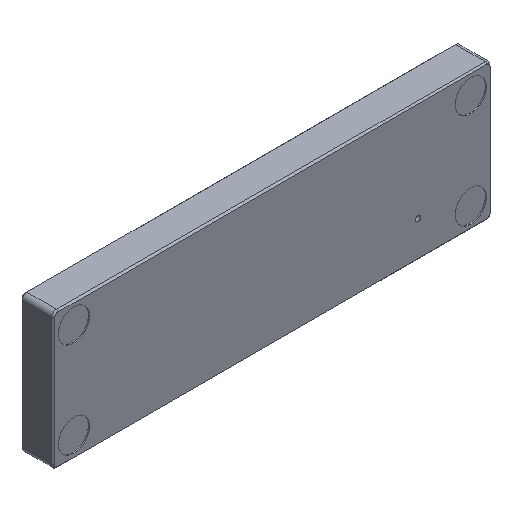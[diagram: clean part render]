
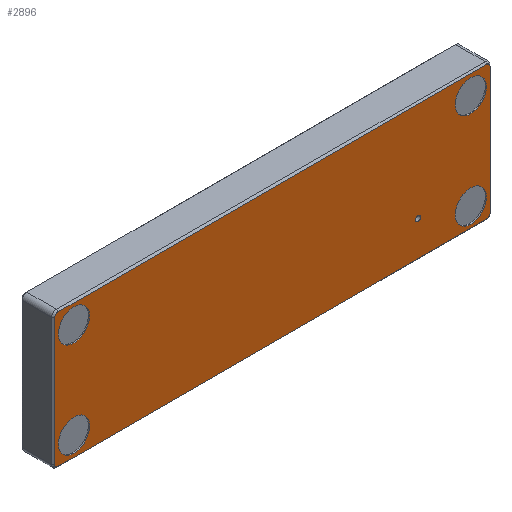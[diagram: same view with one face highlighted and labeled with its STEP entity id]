
A CAD part, isometric view. The second image highlights one B-rep face of the part: STEP entity #2896.
In plain terms, the highlighted planar face has unit normal (0, -1, 0).
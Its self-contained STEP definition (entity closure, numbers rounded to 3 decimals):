
#19=FACE_BOUND('',#359,.T.);
#20=FACE_BOUND('',#360,.T.);
#21=FACE_BOUND('',#361,.T.);
#22=FACE_BOUND('',#362,.T.);
#23=FACE_BOUND('',#363,.T.);
#67=PLANE('',#3101);
#185=FACE_OUTER_BOUND('',#358,.T.);
#358=EDGE_LOOP('',(#2042,#2043,#2044,#2045,#2046,#2047,#2048,#2049));
#359=EDGE_LOOP('',(#2050));
#360=EDGE_LOOP('',(#2051));
#361=EDGE_LOOP('',(#2052));
#362=EDGE_LOOP('',(#2053));
#363=EDGE_LOOP('',(#2054));
#534=LINE('',#4257,#855);
#538=LINE('',#4269,#859);
#542=LINE('',#4281,#863);
#546=LINE('',#4292,#867);
#855=VECTOR('',#3388,10.);
#859=VECTOR('',#3400,10.);
#863=VECTOR('',#3412,10.);
#867=VECTOR('',#3424,10.);
#1170=CIRCLE('',#3064,9.775);
#1172=CIRCLE('',#3068,9.775);
#1174=CIRCLE('',#3072,9.775);
#1176=CIRCLE('',#3076,9.775);
#1179=CIRCLE('',#3081,2.);
#1181=CIRCLE('',#3085,2.);
#1183=CIRCLE('',#3089,2.);
#1185=CIRCLE('',#3093,2.);
#1188=CIRCLE('',#3102,1.588);
#1274=VERTEX_POINT('',#4219);
#1276=VERTEX_POINT('',#4226);
#1278=VERTEX_POINT('',#4233);
#1280=VERTEX_POINT('',#4240);
#1282=VERTEX_POINT('',#4247);
#1285=VERTEX_POINT('',#4252);
#1286=VERTEX_POINT('',#4256);
#1288=VERTEX_POINT('',#4262);
#1290=VERTEX_POINT('',#4268);
#1292=VERTEX_POINT('',#4274);
#1294=VERTEX_POINT('',#4280);
#1296=VERTEX_POINT('',#4286);
#1303=VERTEX_POINT('',#4313);
#1545=EDGE_CURVE('',#1274,#1274,#1170,.T.);
#1548=EDGE_CURVE('',#1276,#1276,#1172,.T.);
#1551=EDGE_CURVE('',#1278,#1278,#1174,.T.);
#1554=EDGE_CURVE('',#1280,#1280,#1176,.T.);
#1560=EDGE_CURVE('',#1285,#1282,#1179,.T.);
#1561=EDGE_CURVE('',#1282,#1286,#534,.T.);
#1566=EDGE_CURVE('',#1286,#1288,#1181,.T.);
#1567=EDGE_CURVE('',#1288,#1290,#538,.T.);
#1572=EDGE_CURVE('',#1290,#1292,#1183,.T.);
#1573=EDGE_CURVE('',#1292,#1294,#542,.T.);
#1578=EDGE_CURVE('',#1294,#1296,#1185,.T.);
#1579=EDGE_CURVE('',#1296,#1285,#546,.T.);
#1590=EDGE_CURVE('',#1303,#1303,#1188,.T.);
#2042=ORIENTED_EDGE('',*,*,#1560,.F.);
#2043=ORIENTED_EDGE('',*,*,#1579,.F.);
#2044=ORIENTED_EDGE('',*,*,#1578,.F.);
#2045=ORIENTED_EDGE('',*,*,#1573,.F.);
#2046=ORIENTED_EDGE('',*,*,#1572,.F.);
#2047=ORIENTED_EDGE('',*,*,#1567,.F.);
#2048=ORIENTED_EDGE('',*,*,#1566,.F.);
#2049=ORIENTED_EDGE('',*,*,#1561,.F.);
#2050=ORIENTED_EDGE('',*,*,#1545,.T.);
#2051=ORIENTED_EDGE('',*,*,#1548,.T.);
#2052=ORIENTED_EDGE('',*,*,#1551,.T.);
#2053=ORIENTED_EDGE('',*,*,#1554,.T.);
#2054=ORIENTED_EDGE('',*,*,#1590,.T.);
#2896=ADVANCED_FACE('',(#185,#19,#20,#21,#22,#23),#67,.F.);
#3064=AXIS2_PLACEMENT_3D('',#4220,#3344,#3345);
#3068=AXIS2_PLACEMENT_3D('',#4227,#3353,#3354);
#3072=AXIS2_PLACEMENT_3D('',#4234,#3362,#3363);
#3076=AXIS2_PLACEMENT_3D('',#4241,#3371,#3372);
#3081=AXIS2_PLACEMENT_3D('',#4254,#3384,#3385);
#3085=AXIS2_PLACEMENT_3D('',#4266,#3396,#3397);
#3089=AXIS2_PLACEMENT_3D('',#4278,#3408,#3409);
#3093=AXIS2_PLACEMENT_3D('',#4290,#3420,#3421);
#3101=AXIS2_PLACEMENT_3D('',#4312,#3445,#3446);
#3102=AXIS2_PLACEMENT_3D('',#4314,#3447,#3448);
#3344=DIRECTION('center_axis',(0.,1.,0.));
#3345=DIRECTION('ref_axis',(1.,0.,0.));
#3353=DIRECTION('center_axis',(0.,1.,0.));
#3354=DIRECTION('ref_axis',(1.,0.,0.));
#3362=DIRECTION('center_axis',(0.,1.,0.));
#3363=DIRECTION('ref_axis',(1.,0.,0.));
#3371=DIRECTION('center_axis',(0.,1.,0.));
#3372=DIRECTION('ref_axis',(1.,0.,0.));
#3384=DIRECTION('center_axis',(0.,1.,0.));
#3385=DIRECTION('ref_axis',(0.707,0.,-0.707));
#3388=DIRECTION('',(-1.,0.,0.));
#3396=DIRECTION('center_axis',(0.,1.,0.));
#3397=DIRECTION('ref_axis',(-0.707,0.,-0.707));
#3400=DIRECTION('',(0.,0.,1.));
#3408=DIRECTION('center_axis',(0.,1.,0.));
#3409=DIRECTION('ref_axis',(-0.707,0.,0.707));
#3412=DIRECTION('',(1.,0.,0.));
#3420=DIRECTION('center_axis',(0.,1.,0.));
#3421=DIRECTION('ref_axis',(0.707,0.,0.707));
#3424=DIRECTION('',(0.,0.,-1.));
#3445=DIRECTION('center_axis',(0.,1.,0.));
#3446=DIRECTION('ref_axis',(1.,0.,0.));
#3447=DIRECTION('center_axis',(0.,1.,0.));
#3448=DIRECTION('ref_axis',(-1.,0.,0.));
#4219=CARTESIAN_POINT('',(3.225,0.,13.));
#4220=CARTESIAN_POINT('Origin',(13.,0.,13.));
#4226=CARTESIAN_POINT('',(251.425,0.,72.7));
#4227=CARTESIAN_POINT('Origin',(261.2,0.,72.7));
#4233=CARTESIAN_POINT('',(3.225,0.,72.7));
#4234=CARTESIAN_POINT('Origin',(13.,0.,72.7));
#4240=CARTESIAN_POINT('',(251.425,0.,13.));
#4241=CARTESIAN_POINT('Origin',(261.2,0.,13.));
#4247=CARTESIAN_POINT('',(271.2,0.,1.));
#4252=CARTESIAN_POINT('',(273.2,0.,3.));
#4254=CARTESIAN_POINT('Origin',(271.2,0.,3.));
#4256=CARTESIAN_POINT('',(3.,0.,1.));
#4257=CARTESIAN_POINT('',(205.65,0.,1.));
#4262=CARTESIAN_POINT('',(1.,0.,3.));
#4266=CARTESIAN_POINT('Origin',(3.,0.,3.));
#4268=CARTESIAN_POINT('',(1.,0.,82.7));
#4269=CARTESIAN_POINT('',(1.,0.,21.425));
#4274=CARTESIAN_POINT('',(3.,0.,84.7));
#4278=CARTESIAN_POINT('Origin',(3.,0.,82.7));
#4280=CARTESIAN_POINT('',(271.2,0.,84.7));
#4281=CARTESIAN_POINT('',(68.55,0.,84.7));
#4286=CARTESIAN_POINT('',(273.2,0.,82.7));
#4290=CARTESIAN_POINT('Origin',(271.2,0.,82.7));
#4292=CARTESIAN_POINT('',(273.2,0.,64.275));
#4312=CARTESIAN_POINT('Origin',(137.1,0.,42.85));
#4313=CARTESIAN_POINT('',(229.863,0.,22.8));
#4314=CARTESIAN_POINT('Origin',(228.275,0.,22.8));
